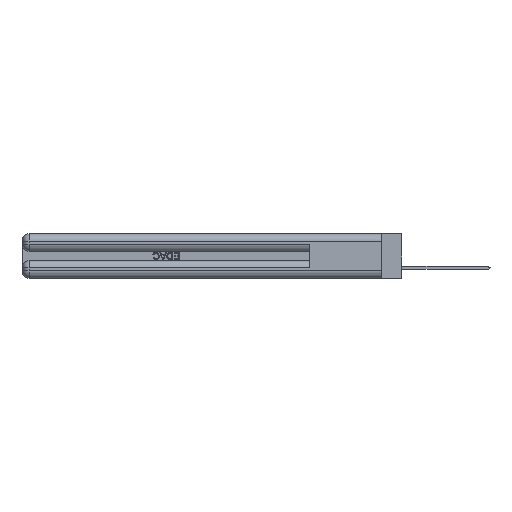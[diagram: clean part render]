
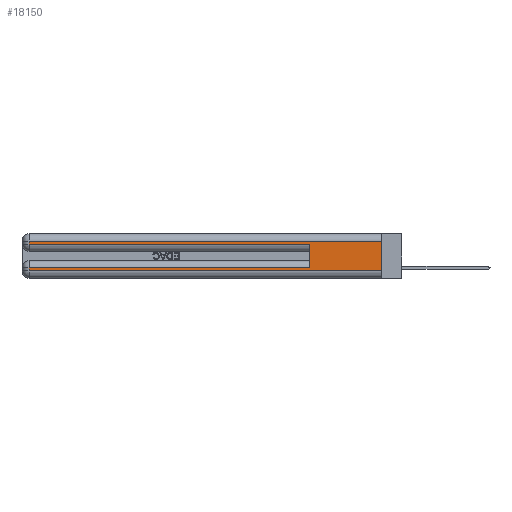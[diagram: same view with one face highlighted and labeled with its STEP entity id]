
A CAD part, left-side view. The second image highlights one B-rep face of the part: STEP entity #18150.
In plain terms, the highlighted planar face has unit normal (-1, 0, 0).
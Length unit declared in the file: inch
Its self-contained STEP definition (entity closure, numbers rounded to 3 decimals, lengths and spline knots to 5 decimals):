
#573 = CARTESIAN_POINT ( 'NONE',  ( 0., 2.94, 0.37 ) ) ;
#846 = ORIENTED_EDGE ( 'NONE', *, *, #9016, .T. ) ;
#1092 = VECTOR ( 'NONE', #18575, 39.37008 ) ;
#1283 = EDGE_CURVE ( 'NONE', #26086, #12541, #42325, .T. ) ;
#4084 = VECTOR ( 'NONE', #8016, 39.37008 ) ;
#5173 = DIRECTION ( 'NONE',  ( 0., 0., 1. ) ) ;
#6386 = LINE ( 'NONE', #14854, #23047 ) ;
#8016 = DIRECTION ( 'NONE',  ( 0., -1., 0. ) ) ;
#8457 = DIRECTION ( 'NONE',  ( 1., 0., 0. ) ) ;
#8750 = EDGE_CURVE ( 'NONE', #26086, #23270, #23002, .T. ) ;
#9016 = EDGE_CURVE ( 'NONE', #23270, #17091, #21429, .T. ) ;
#9050 = EDGE_LOOP ( 'NONE', ( #17682, #22241, #35104, #23327, #27510, #37430, #846, #21654 ) ) ;
#11353 = CARTESIAN_POINT ( 'NONE',  ( 0., 0., 0.06 ) ) ;
#11864 = CARTESIAN_POINT ( 'NONE',  ( 0., 0.6, 0.145 ) ) ;
#11994 = VERTEX_POINT ( 'NONE', #22421 ) ;
#12541 = VERTEX_POINT ( 'NONE', #34614 ) ;
#12686 = VECTOR ( 'NONE', #24442, 39.37008 ) ;
#13114 = VECTOR ( 'NONE', #13322, 39.37008 ) ;
#13322 = DIRECTION ( 'NONE',  ( 0., 0., -1. ) ) ;
#14705 = EDGE_CURVE ( 'NONE', #25915, #12541, #38380, .T. ) ;
#14854 = CARTESIAN_POINT ( 'NONE',  ( 0., 0., 0.31 ) ) ;
#15157 = PLANE ( 'NONE',  #25050 ) ;
#15260 = CARTESIAN_POINT ( 'NONE',  ( 0., 0., 0.085 ) ) ;
#17091 = VERTEX_POINT ( 'NONE', #17377 ) ;
#17377 = CARTESIAN_POINT ( 'NONE',  ( 0., 2.94, 0.06 ) ) ;
#17682 = ORIENTED_EDGE ( 'NONE', *, *, #35856, .F. ) ;
#18150 = ADVANCED_FACE ( 'NONE', ( #38634 ), #15157, .F. ) ;
#18320 = LINE ( 'NONE', #25364, #23014 ) ;
#18439 = LINE ( 'NONE', #31698, #20552 ) ;
#18575 = DIRECTION ( 'NONE',  ( 0., 1., 0. ) ) ;
#20552 = VECTOR ( 'NONE', #41895, 39.37008 ) ;
#21429 = LINE ( 'NONE', #573, #13114 ) ;
#21654 = ORIENTED_EDGE ( 'NONE', *, *, #29646, .T. ) ;
#22241 = ORIENTED_EDGE ( 'NONE', *, *, #29778, .T. ) ;
#22421 = CARTESIAN_POINT ( 'NONE',  ( 0., 0., 0.31 ) ) ;
#23002 = LINE ( 'NONE', #15260, #1092 ) ;
#23003 = CARTESIAN_POINT ( 'NONE',  ( 0., 0.6, 0.085 ) ) ;
#23014 = VECTOR ( 'NONE', #31990, 39.37008 ) ;
#23047 = VECTOR ( 'NONE', #39490, 39.37008 ) ;
#23065 = VERTEX_POINT ( 'NONE', #23124 ) ;
#23124 = CARTESIAN_POINT ( 'NONE',  ( 0., 0., 0.06 ) ) ;
#23270 = VERTEX_POINT ( 'NONE', #40825 ) ;
#23327 = ORIENTED_EDGE ( 'NONE', *, *, #14705, .T. ) ;
#24442 = DIRECTION ( 'NONE',  ( 0., -1., 0. ) ) ;
#25026 = CARTESIAN_POINT ( 'NONE',  ( 0., 0., 0.285 ) ) ;
#25050 = AXIS2_PLACEMENT_3D ( 'NONE', #34994, #8457, #25327 ) ;
#25327 = DIRECTION ( 'NONE',  ( 0., 0., -1. ) ) ;
#25364 = CARTESIAN_POINT ( 'NONE',  ( 0., 0., 0.37 ) ) ;
#25915 = VERTEX_POINT ( 'NONE', #28680 ) ;
#26086 = VERTEX_POINT ( 'NONE', #23003 ) ;
#27510 = ORIENTED_EDGE ( 'NONE', *, *, #1283, .F. ) ;
#27653 = CARTESIAN_POINT ( 'NONE',  ( 0., 2.94, 0.31 ) ) ;
#28680 = CARTESIAN_POINT ( 'NONE',  ( 0., 2.94, 0.285 ) ) ;
#28794 = EDGE_CURVE ( 'NONE', #33581, #25915, #18439, .T. ) ;
#29646 = EDGE_CURVE ( 'NONE', #17091, #23065, #29782, .T. ) ;
#29778 = EDGE_CURVE ( 'NONE', #11994, #33581, #6386, .T. ) ;
#29782 = LINE ( 'NONE', #11353, #12686 ) ;
#31698 = CARTESIAN_POINT ( 'NONE',  ( 0., 2.94, 0.37 ) ) ;
#31990 = DIRECTION ( 'NONE',  ( 0., 0., -1. ) ) ;
#33581 = VERTEX_POINT ( 'NONE', #27653 ) ;
#34614 = CARTESIAN_POINT ( 'NONE',  ( 0., 0.6, 0.285 ) ) ;
#34994 = CARTESIAN_POINT ( 'NONE',  ( 0., 0., 0.37 ) ) ;
#35104 = ORIENTED_EDGE ( 'NONE', *, *, #28794, .T. ) ;
#35856 = EDGE_CURVE ( 'NONE', #11994, #23065, #18320, .T. ) ;
#37430 = ORIENTED_EDGE ( 'NONE', *, *, #8750, .T. ) ;
#38380 = LINE ( 'NONE', #25026, #4084 ) ;
#38634 = FACE_OUTER_BOUND ( 'NONE', #9050, .T. ) ;
#39490 = DIRECTION ( 'NONE',  ( 0., 1., 0. ) ) ;
#40825 = CARTESIAN_POINT ( 'NONE',  ( 0., 2.94, 0.085 ) ) ;
#41895 = DIRECTION ( 'NONE',  ( 0., 0., -1. ) ) ;
#42325 = LINE ( 'NONE', #11864, #42873 ) ;
#42873 = VECTOR ( 'NONE', #5173, 39.37008 ) ;
